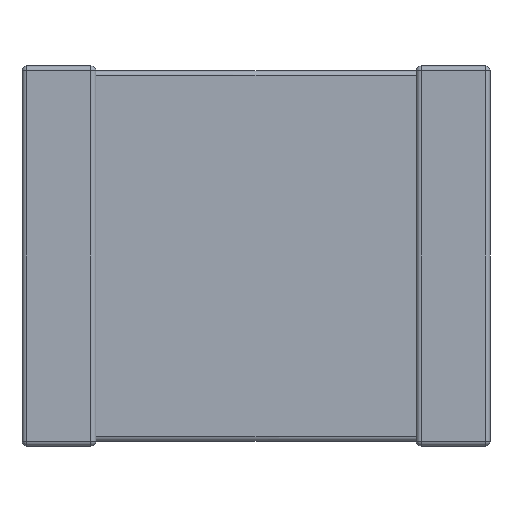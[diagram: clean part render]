
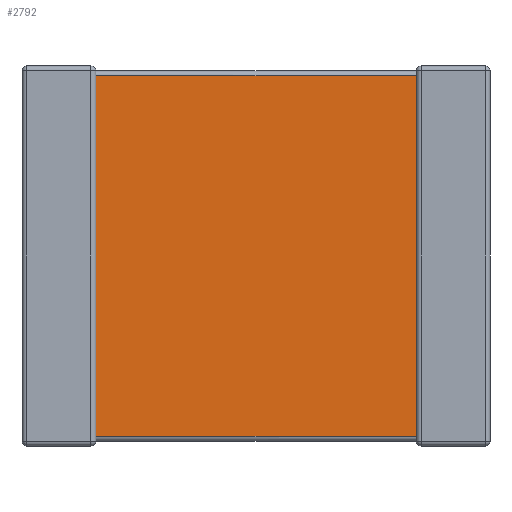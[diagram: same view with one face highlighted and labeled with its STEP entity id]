
A CAD part, front view. The second image highlights one B-rep face of the part: STEP entity #2792.
In plain terms, the highlighted planar face has unit normal (0, -1, 0).
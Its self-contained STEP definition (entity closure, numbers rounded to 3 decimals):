
#192 = CARTESIAN_POINT ( 'NONE',  ( 1.05, 0.07, -5.4 ) ) ;
#239 = DIRECTION ( 'NONE',  ( 0., 0., -1. ) ) ;
#738 = LINE ( 'NONE', #3212, #4640 ) ;
#1028 = CARTESIAN_POINT ( 'NONE',  ( 1.05, 0.07, -5.26 ) ) ;
#1040 = EDGE_CURVE ( 'NONE', #2041, #1090, #3526, .T. ) ;
#1090 = VERTEX_POINT ( 'NONE', #2949 ) ;
#1125 = CARTESIAN_POINT ( 'NONE',  ( 5.6, 0.07, -5.26 ) ) ;
#1180 = ORIENTED_EDGE ( 'NONE', *, *, #1688, .T. ) ;
#1203 = EDGE_CURVE ( 'NONE', #4386, #5658, #3787, .T. ) ;
#1372 = FACE_OUTER_BOUND ( 'NONE', #4818, .T. ) ;
#1441 = CARTESIAN_POINT ( 'NONE',  ( 1.05, 0.07, -5.4 ) ) ;
#1682 = VECTOR ( 'NONE', #2383, 1000. ) ;
#1688 = EDGE_CURVE ( 'NONE', #2041, #4386, #7438, .T. ) ;
#2041 = VERTEX_POINT ( 'NONE', #1028 ) ;
#2142 = DIRECTION ( 'NONE',  ( 1., 0., 0. ) ) ;
#2383 = DIRECTION ( 'NONE',  ( 0., 0., 1. ) ) ;
#2792 = ADVANCED_FACE ( 'NONE', ( #1372 ), #6720, .T. ) ;
#2949 = CARTESIAN_POINT ( 'NONE',  ( 1.05, 0.07, -0.14 ) ) ;
#3151 = VECTOR ( 'NONE', #7409, 1000. ) ;
#3212 = CARTESIAN_POINT ( 'NONE',  ( 1.05, 0.07, -0.14 ) ) ;
#3267 = ORIENTED_EDGE ( 'NONE', *, *, #3661, .T. ) ;
#3526 = LINE ( 'NONE', #192, #1682 ) ;
#3661 = EDGE_CURVE ( 'NONE', #5658, #1090, #738, .T. ) ;
#3787 = LINE ( 'NONE', #4401, #3151 ) ;
#4386 = VERTEX_POINT ( 'NONE', #1125 ) ;
#4401 = CARTESIAN_POINT ( 'NONE',  ( 5.6, 0.07, -5.4 ) ) ;
#4640 = VECTOR ( 'NONE', #5562, 1000. ) ;
#4818 = EDGE_LOOP ( 'NONE', ( #5017, #1180, #6506, #3267 ) ) ;
#4866 = VECTOR ( 'NONE', #2142, 1000. ) ;
#5017 = ORIENTED_EDGE ( 'NONE', *, *, #1040, .F. ) ;
#5485 = DIRECTION ( 'NONE',  ( 0., -1., 0. ) ) ;
#5562 = DIRECTION ( 'NONE',  ( -1., 0., 0. ) ) ;
#5658 = VERTEX_POINT ( 'NONE', #6701 ) ;
#6506 = ORIENTED_EDGE ( 'NONE', *, *, #1203, .T. ) ;
#6701 = CARTESIAN_POINT ( 'NONE',  ( 5.6, 0.07, -0.14 ) ) ;
#6720 = PLANE ( 'NONE',  #7232 ) ;
#7232 = AXIS2_PLACEMENT_3D ( 'NONE', #1441, #5485, #239 ) ;
#7409 = DIRECTION ( 'NONE',  ( 0., 0., 1. ) ) ;
#7438 = LINE ( 'NONE', #7516, #4866 ) ;
#7516 = CARTESIAN_POINT ( 'NONE',  ( 5.6, 0.07, -5.26 ) ) ;
